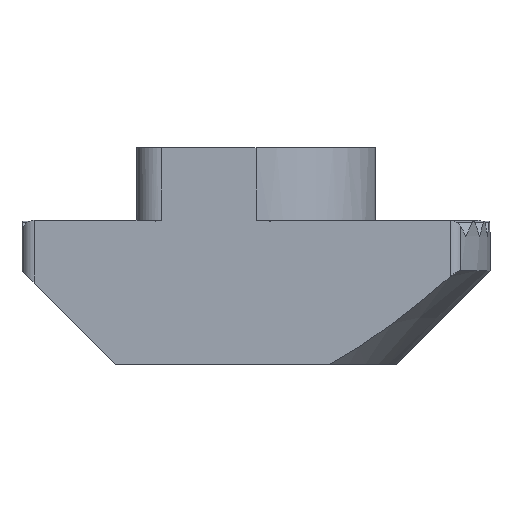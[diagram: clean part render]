
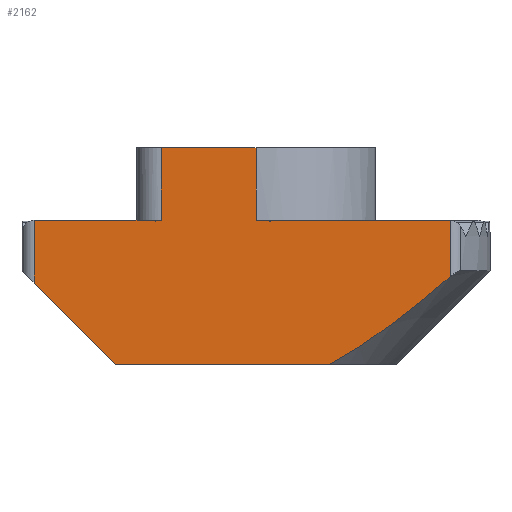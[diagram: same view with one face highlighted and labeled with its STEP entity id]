
A CAD part, left-side view. The second image highlights one B-rep face of the part: STEP entity #2162.
In plain terms, the highlighted planar face has unit normal (-1, 0, 0).
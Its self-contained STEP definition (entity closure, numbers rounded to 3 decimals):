
#14 = VERTEX_POINT ( 'NONE', #672 ) ;
#85 = ORIENTED_EDGE ( 'NONE', *, *, #1061, .F. ) ;
#93 = LINE ( 'NONE', #2033, #294 ) ;
#132 = CARTESIAN_POINT ( 'NONE',  ( -4.85, -5.124, -4.45 ) ) ;
#157 = AXIS2_PLACEMENT_3D ( 'NONE', #1632, #616, #788 ) ;
#220 = VERTEX_POINT ( 'NONE', #2103 ) ;
#231 = LINE ( 'NONE', #874, #1556 ) ;
#243 = CARTESIAN_POINT ( 'NONE',  ( -4.85, 0., -5.8 ) ) ;
#251 = VERTEX_POINT ( 'NONE', #2122 ) ;
#259 = LINE ( 'NONE', #243, #1270 ) ;
#272 = ORIENTED_EDGE ( 'NONE', *, *, #1730, .F. ) ;
#278 = DIRECTION ( 'NONE',  ( 0., 0., 1. ) ) ;
#279 = CARTESIAN_POINT ( 'NONE',  ( -4.85, 9., -2.5 ) ) ;
#286 = VERTEX_POINT ( 'NONE', #764 ) ;
#294 = VECTOR ( 'NONE', #1118, 1000. ) ;
#328 = EDGE_CURVE ( 'NONE', #2203, #1465, #1063, .T. ) ;
#374 = DIRECTION ( 'NONE',  ( 0., 0., 1. ) ) ;
#438 = DIRECTION ( 'NONE',  ( 0., 0., -1. ) ) ;
#457 = ORIENTED_EDGE ( 'NONE', *, *, #984, .F. ) ;
#466 = VERTEX_POINT ( 'NONE', #1202 ) ;
#470 = FACE_OUTER_BOUND ( 'NONE', #1252, .T. ) ;
#481 = EDGE_CURVE ( 'NONE', #1873, #1505, #1732, .T. ) ;
#507 = DIRECTION ( 'NONE',  ( 0., 0.707, 0.707 ) ) ;
#513 = VECTOR ( 'NONE', #1473, 1000. ) ;
#516 = B_SPLINE_CURVE_WITH_KNOTS ( 'NONE', 3,
 ( #1996, #2006, #1524, #132, #659, #2171, #1673, #991 ),
 .UNSPECIFIED., .F., .F.,
 ( 4, 2, 2, 4 ),
 ( 0., 0.003, 0.005, 0.006 ),
 .UNSPECIFIED. ) ;
#542 = ORIENTED_EDGE ( 'NONE', *, *, #662, .T. ) ;
#616 = DIRECTION ( 'NONE',  ( 1., 0., 0. ) ) ;
#625 = VECTOR ( 'NONE', #438, 1000. ) ;
#659 = CARTESIAN_POINT ( 'NONE',  ( -4.85, -4.715, -4.743 ) ) ;
#662 = EDGE_CURVE ( 'NONE', #466, #251, #259, .T. ) ;
#672 = CARTESIAN_POINT ( 'NONE',  ( -4.85, 3.85, 3. ) ) ;
#674 = CARTESIAN_POINT ( 'NONE',  ( -4.85, -7.879, 0.05 ) ) ;
#701 = CARTESIAN_POINT ( 'NONE',  ( -4.85, 5.7, -5.8 ) ) ;
#756 = ORIENTED_EDGE ( 'NONE', *, *, #1138, .F. ) ;
#764 = CARTESIAN_POINT ( 'NONE',  ( -4.85, 0., 3. ) ) ;
#788 = DIRECTION ( 'NONE',  ( 0., 1., 0. ) ) ;
#874 = CARTESIAN_POINT ( 'NONE',  ( -4.85, 3.85, 0.1 ) ) ;
#913 = ORIENTED_EDGE ( 'NONE', *, *, #1177, .F. ) ;
#929 = ORIENTED_EDGE ( 'NONE', *, *, #328, .F. ) ;
#950 = VECTOR ( 'NONE', #278, 1000. ) ;
#970 = CARTESIAN_POINT ( 'NONE',  ( -4.85, 9., 0.1 ) ) ;
#972 = CARTESIAN_POINT ( 'NONE',  ( -4.85, -8.169, 0.05 ) ) ;
#984 = EDGE_CURVE ( 'NONE', #466, #2203, #1833, .T. ) ;
#991 = CARTESIAN_POINT ( 'NONE',  ( -4.85, -2.995, -5.8 ) ) ;
#1061 = EDGE_CURVE ( 'NONE', #1465, #1643, #93, .T. ) ;
#1063 = LINE ( 'NONE', #970, #950 ) ;
#1118 = DIRECTION ( 'NONE',  ( 0., -1., 0. ) ) ;
#1138 = EDGE_CURVE ( 'NONE', #220, #1873, #1915, .T. ) ;
#1143 = DIRECTION ( 'NONE',  ( 0., -1., 0. ) ) ;
#1177 = EDGE_CURVE ( 'NONE', #286, #220, #2072, .T. ) ;
#1189 = ORIENTED_EDGE ( 'NONE', *, *, #1345, .F. ) ;
#1202 = CARTESIAN_POINT ( 'NONE',  ( -4.85, 5.7, -5.8 ) ) ;
#1209 = EDGE_CURVE ( 'NONE', #1505, #251, #516, .T. ) ;
#1211 = DIRECTION ( 'NONE',  ( 0., 0., -1. ) ) ;
#1246 = CARTESIAN_POINT ( 'NONE',  ( -4.85, -7.879, -2.248 ) ) ;
#1252 = EDGE_LOOP ( 'NONE', ( #85, #929, #457, #542, #1449, #1818, #756, #913, #272, #1189 ) ) ;
#1270 = VECTOR ( 'NONE', #1280, 1000. ) ;
#1280 = DIRECTION ( 'NONE',  ( 0., -1., 0. ) ) ;
#1326 = CARTESIAN_POINT ( 'NONE',  ( -4.85, 3.85, 0.05 ) ) ;
#1333 = CARTESIAN_POINT ( 'NONE',  ( -4.85, 0., 0.1 ) ) ;
#1345 = EDGE_CURVE ( 'NONE', #1643, #14, #231, .T. ) ;
#1449 = ORIENTED_EDGE ( 'NONE', *, *, #1209, .F. ) ;
#1465 = VERTEX_POINT ( 'NONE', #2094 ) ;
#1473 = DIRECTION ( 'NONE',  ( 0., -1., 0. ) ) ;
#1505 = VERTEX_POINT ( 'NONE', #1246 ) ;
#1524 = CARTESIAN_POINT ( 'NONE',  ( -4.85, -6.331, -3.542 ) ) ;
#1556 = VECTOR ( 'NONE', #374, 1000. ) ;
#1626 = VECTOR ( 'NONE', #1211, 1000. ) ;
#1632 = CARTESIAN_POINT ( 'NONE',  ( -4.85, -8.169, 0.1 ) ) ;
#1643 = VERTEX_POINT ( 'NONE', #1326 ) ;
#1673 = CARTESIAN_POINT ( 'NONE',  ( -4.85, -3.445, -5.563 ) ) ;
#1713 = CARTESIAN_POINT ( 'NONE',  ( -4.85, -7.879, 0.1 ) ) ;
#1730 = EDGE_CURVE ( 'NONE', #14, #286, #1786, .T. ) ;
#1732 = LINE ( 'NONE', #1713, #1626 ) ;
#1786 = LINE ( 'NONE', #2012, #1868 ) ;
#1818 = ORIENTED_EDGE ( 'NONE', *, *, #481, .F. ) ;
#1833 = LINE ( 'NONE', #701, #1886 ) ;
#1868 = VECTOR ( 'NONE', #1143, 1000. ) ;
#1873 = VERTEX_POINT ( 'NONE', #674 ) ;
#1886 = VECTOR ( 'NONE', #507, 1000. ) ;
#1915 = LINE ( 'NONE', #972, #513 ) ;
#1979 = PLANE ( 'NONE',  #157 ) ;
#1996 = CARTESIAN_POINT ( 'NONE',  ( -4.85, -7.879, -2.248 ) ) ;
#2006 = CARTESIAN_POINT ( 'NONE',  ( -4.85, -7.11, -2.902 ) ) ;
#2012 = CARTESIAN_POINT ( 'NONE',  ( -4.85, 0., 3. ) ) ;
#2033 = CARTESIAN_POINT ( 'NONE',  ( -4.85, -8.169, 0.05 ) ) ;
#2072 = LINE ( 'NONE', #1333, #625 ) ;
#2094 = CARTESIAN_POINT ( 'NONE',  ( -4.85, 9., 0.05 ) ) ;
#2103 = CARTESIAN_POINT ( 'NONE',  ( -4.85, 0., 0.05 ) ) ;
#2122 = CARTESIAN_POINT ( 'NONE',  ( -4.85, -2.995, -5.8 ) ) ;
#2162 = ADVANCED_FACE ( 'NONE', ( #470 ), #1979, .F. ) ;
#2171 = CARTESIAN_POINT ( 'NONE',  ( -4.85, -3.875, -5.3 ) ) ;
#2203 = VERTEX_POINT ( 'NONE', #279 ) ;
